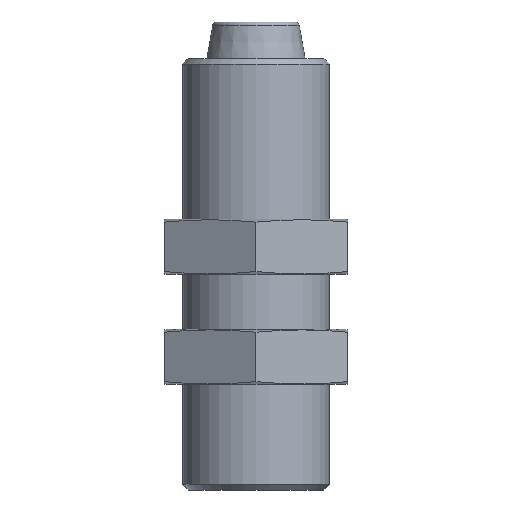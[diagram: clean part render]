
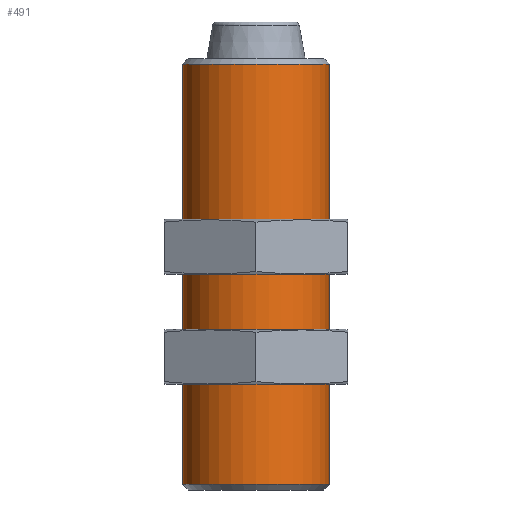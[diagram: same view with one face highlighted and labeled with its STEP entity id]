
A CAD part, front view. The second image highlights one B-rep face of the part: STEP entity #491.
In plain terms, the highlighted cylindrical face has radius 4 mm (diameter 8 mm), a full revolution.
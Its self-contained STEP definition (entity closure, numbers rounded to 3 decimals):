
#48=CYLINDRICAL_SURFACE('',#559,4.);
#65=CIRCLE('',#558,4.);
#66=CIRCLE('',#560,4.);
#96=ORIENTED_EDGE('',*,*,#217,.F.);
#97=ORIENTED_EDGE('',*,*,#216,.T.);
#216=EDGE_CURVE('',#273,#273,#65,.T.);
#217=EDGE_CURVE('',#274,#274,#66,.T.);
#273=VERTEX_POINT('',#783);
#274=VERTEX_POINT('',#786);
#373=EDGE_LOOP('',(#96));
#374=EDGE_LOOP('',(#97));
#421=FACE_BOUND('',#373,.T.);
#422=FACE_BOUND('',#374,.T.);
#491=ADVANCED_FACE('',(#421,#422),#48,.T.);
#558=AXIS2_PLACEMENT_3D('',#782,#640,#641);
#559=AXIS2_PLACEMENT_3D('',#784,#642,#643);
#560=AXIS2_PLACEMENT_3D('',#785,#644,#645);
#640=DIRECTION('',(0.,0.,-1.));
#641=DIRECTION('',(-1.,0.,0.));
#642=DIRECTION('',(0.,0.,-1.));
#643=DIRECTION('',(-1.,0.,0.));
#644=DIRECTION('',(0.,0.,-1.));
#645=DIRECTION('',(-1.,0.,0.));
#782=CARTESIAN_POINT('',(0.,0.,-0.3));
#783=CARTESIAN_POINT('',(-4.,0.,-0.3));
#784=CARTESIAN_POINT('',(0.,0.,-23.5));
#785=CARTESIAN_POINT('',(0.,0.,-23.2));
#786=CARTESIAN_POINT('',(-4.,0.,-23.2));
